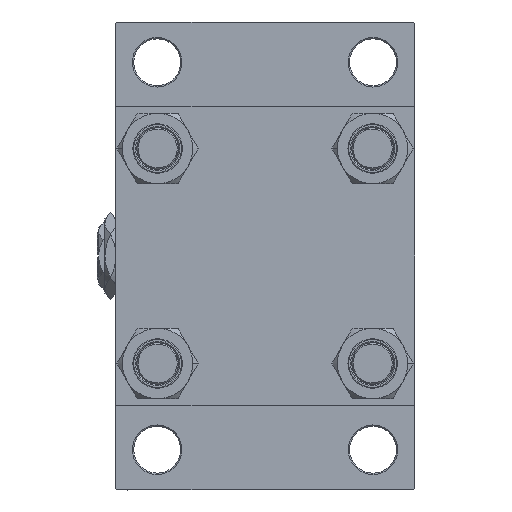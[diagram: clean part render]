
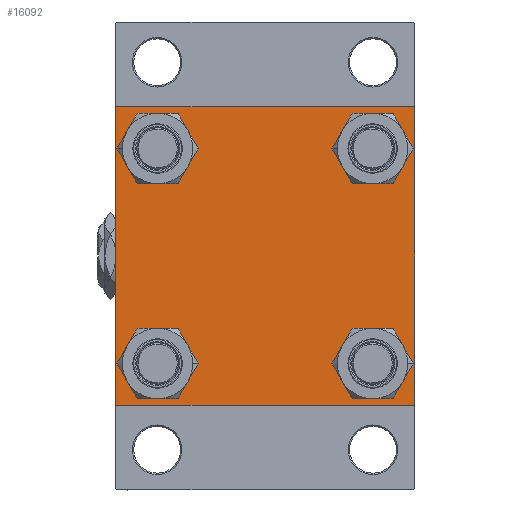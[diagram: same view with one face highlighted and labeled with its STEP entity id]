
A CAD part, left-side view. The second image highlights one B-rep face of the part: STEP entity #16092.
In plain terms, the highlighted planar face has unit normal (-1, 0, 0).
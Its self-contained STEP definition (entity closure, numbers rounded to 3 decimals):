
#198 = VECTOR ( 'NONE', #20768, 1000. ) ;
#308 = DIRECTION ( 'NONE',  ( 0., -0.707, 0.707 ) ) ;
#597 = CARTESIAN_POINT ( 'NONE',  ( 0., -41.35, 49.85 ) ) ;
#644 = VERTEX_POINT ( 'NONE', #39191 ) ;
#1397 = CARTESIAN_POINT ( 'NONE',  ( 0., 57.5, -57.5 ) ) ;
#1973 = CARTESIAN_POINT ( 'NONE',  ( 0., 57.25, 57.25 ) ) ;
#2174 = DIRECTION ( 'NONE',  ( 0., 0., -1. ) ) ;
#2251 = CARTESIAN_POINT ( 'NONE',  ( 0., 57.5, -57. ) ) ;
#2591 = ORIENTED_EDGE ( 'NONE', *, *, #12076, .T. ) ;
#2668 = CARTESIAN_POINT ( 'NONE',  ( 0., -41.35, 41.35 ) ) ;
#3299 = ORIENTED_EDGE ( 'NONE', *, *, #32866, .T. ) ;
#3551 = AXIS2_PLACEMENT_3D ( 'NONE', #2668, #49436, #17686 ) ;
#3583 = VERTEX_POINT ( 'NONE', #10950 ) ;
#4990 = DIRECTION ( 'NONE',  ( 0., 0., 1. ) ) ;
#5737 = EDGE_CURVE ( 'NONE', #41581, #49626, #47950, .T. ) ;
#5966 = AXIS2_PLACEMENT_3D ( 'NONE', #8564, #20508, #4990 ) ;
#6286 = CARTESIAN_POINT ( 'NONE',  ( 0., 41.35, 32.85 ) ) ;
#7114 = CIRCLE ( 'NONE', #16854, 8.5 ) ;
#7409 = CARTESIAN_POINT ( 'NONE',  ( 0., -57.25, -57.25 ) ) ;
#7585 = CIRCLE ( 'NONE', #5966, 8.5 ) ;
#7640 = EDGE_CURVE ( 'NONE', #37714, #24747, #31783, .T. ) ;
#8044 = DIRECTION ( 'NONE',  ( 0., 0., 1. ) ) ;
#8239 = VERTEX_POINT ( 'NONE', #47258 ) ;
#8365 = DIRECTION ( 'NONE',  ( 1., 0., 0. ) ) ;
#8564 = CARTESIAN_POINT ( 'NONE',  ( 0., 41.35, -41.35 ) ) ;
#8638 = EDGE_CURVE ( 'NONE', #644, #8239, #16696, .T. ) ;
#9086 = CARTESIAN_POINT ( 'NONE',  ( 0., 41.35, 49.85 ) ) ;
#9250 = DIRECTION ( 'NONE',  ( 0., 0., -1. ) ) ;
#9532 = CARTESIAN_POINT ( 'NONE',  ( 0., -57.5, 57. ) ) ;
#9754 = CARTESIAN_POINT ( 'NONE',  ( 0., 57., -57.5 ) ) ;
#10289 = CARTESIAN_POINT ( 'NONE',  ( 0., -41.35, -41.35 ) ) ;
#10776 = ORIENTED_EDGE ( 'NONE', *, *, #37649, .T. ) ;
#10950 = CARTESIAN_POINT ( 'NONE',  ( 0., 41.35, -32.85 ) ) ;
#11354 = AXIS2_PLACEMENT_3D ( 'NONE', #45637, #30127, #30381 ) ;
#11853 = ORIENTED_EDGE ( 'NONE', *, *, #30725, .T. ) ;
#11920 = CARTESIAN_POINT ( 'NONE',  ( 0., -41.35, 41.35 ) ) ;
#12076 = EDGE_CURVE ( 'NONE', #15118, #16569, #46046, .T. ) ;
#12441 = VERTEX_POINT ( 'NONE', #37497 ) ;
#12646 = FACE_OUTER_BOUND ( 'NONE', #49030, .T. ) ;
#12883 = PLANE ( 'NONE',  #27914 ) ;
#13072 = VECTOR ( 'NONE', #2174, 1000. ) ;
#13389 = FACE_BOUND ( 'NONE', #28355, .T. ) ;
#14881 = EDGE_CURVE ( 'NONE', #3583, #25723, #7585, .T. ) ;
#15118 = VERTEX_POINT ( 'NONE', #39239 ) ;
#15430 = CIRCLE ( 'NONE', #11354, 8.5 ) ;
#15746 = ORIENTED_EDGE ( 'NONE', *, *, #33338, .F. ) ;
#16092 = ADVANCED_FACE ( 'NONE', ( #21268, #32664, #39820, #13389, #12646 ), #12883, .T. ) ;
#16310 = ORIENTED_EDGE ( 'NONE', *, *, #22684, .T. ) ;
#16569 = VERTEX_POINT ( 'NONE', #17017 ) ;
#16639 = ORIENTED_EDGE ( 'NONE', *, *, #27498, .T. ) ;
#16696 = LINE ( 'NONE', #24553, #198 ) ;
#16854 = AXIS2_PLACEMENT_3D ( 'NONE', #38024, #38782, #8044 ) ;
#16950 = CARTESIAN_POINT ( 'NONE',  ( 0., 57.5, 57.5 ) ) ;
#17017 = CARTESIAN_POINT ( 'NONE',  ( 0., -57.5, -57. ) ) ;
#17234 = DIRECTION ( 'NONE',  ( 0., 0.707, -0.707 ) ) ;
#17686 = DIRECTION ( 'NONE',  ( 0., 0., 1. ) ) ;
#17901 = ORIENTED_EDGE ( 'NONE', *, *, #22943, .T. ) ;
#18120 = CARTESIAN_POINT ( 'NONE',  ( 0., 57.5, 57. ) ) ;
#18272 = EDGE_CURVE ( 'NONE', #38443, #15118, #32373, .T. ) ;
#18548 = VERTEX_POINT ( 'NONE', #597 ) ;
#19830 = LINE ( 'NONE', #45984, #26769 ) ;
#20387 = ORIENTED_EDGE ( 'NONE', *, *, #42239, .T. ) ;
#20508 = DIRECTION ( 'NONE',  ( 1., 0., 0. ) ) ;
#20768 = DIRECTION ( 'NONE',  ( 0., -1., 0. ) ) ;
#21135 = CARTESIAN_POINT ( 'NONE',  ( 0., 41.35, 41.35 ) ) ;
#21252 = AXIS2_PLACEMENT_3D ( 'NONE', #38600, #8365, #27671 ) ;
#21268 = FACE_BOUND ( 'NONE', #31169, .T. ) ;
#21326 = ORIENTED_EDGE ( 'NONE', *, *, #18272, .T. ) ;
#21418 = CIRCLE ( 'NONE', #3551, 8.5 ) ;
#22684 = EDGE_CURVE ( 'NONE', #40149, #18548, #28233, .T. ) ;
#22786 = AXIS2_PLACEMENT_3D ( 'NONE', #21135, #48061, #44486 ) ;
#22943 = EDGE_CURVE ( 'NONE', #42284, #12441, #7114, .T. ) ;
#23824 = CARTESIAN_POINT ( 'NONE',  ( 0., -41.35, -49.85 ) ) ;
#24553 = CARTESIAN_POINT ( 'NONE',  ( 0., 57.5, 57.5 ) ) ;
#24606 = LINE ( 'NONE', #1973, #38362 ) ;
#24747 = VERTEX_POINT ( 'NONE', #9086 ) ;
#25723 = VERTEX_POINT ( 'NONE', #47182 ) ;
#26107 = ORIENTED_EDGE ( 'NONE', *, *, #7640, .T. ) ;
#26230 = VECTOR ( 'NONE', #46947, 1000. ) ;
#26769 = VECTOR ( 'NONE', #42915, 1000. ) ;
#27418 = DIRECTION ( 'NONE',  ( 1., 0., 0. ) ) ;
#27498 = EDGE_CURVE ( 'NONE', #25723, #3583, #15430, .T. ) ;
#27671 = DIRECTION ( 'NONE',  ( 0., 0., 1. ) ) ;
#27914 = AXIS2_PLACEMENT_3D ( 'NONE', #47949, #28133, #28874 ) ;
#28133 = DIRECTION ( 'NONE',  ( -1., 0., 0. ) ) ;
#28233 = CIRCLE ( 'NONE', #48515, 8.5 ) ;
#28236 = EDGE_LOOP ( 'NONE', ( #28740, #17901 ) ) ;
#28355 = EDGE_LOOP ( 'NONE', ( #3299, #26107 ) ) ;
#28474 = VECTOR ( 'NONE', #9250, 1000. ) ;
#28740 = ORIENTED_EDGE ( 'NONE', *, *, #48559, .T. ) ;
#28874 = DIRECTION ( 'NONE',  ( 0., 0., 1. ) ) ;
#30127 = DIRECTION ( 'NONE',  ( 1., 0., 0. ) ) ;
#30381 = DIRECTION ( 'NONE',  ( 0., 0., 1. ) ) ;
#30650 = LINE ( 'NONE', #34983, #26230 ) ;
#30725 = EDGE_CURVE ( 'NONE', #37031, #8239, #19830, .T. ) ;
#30880 = CIRCLE ( 'NONE', #22786, 8.5 ) ;
#31169 = EDGE_LOOP ( 'NONE', ( #35344, #16310 ) ) ;
#31783 = CIRCLE ( 'NONE', #21252, 8.5 ) ;
#32373 = LINE ( 'NONE', #1397, #44230 ) ;
#32664 = FACE_BOUND ( 'NONE', #28236, .T. ) ;
#32866 = EDGE_CURVE ( 'NONE', #24747, #37714, #30880, .T. ) ;
#33144 = DIRECTION ( 'NONE',  ( 0., 0., 1. ) ) ;
#33338 = EDGE_CURVE ( 'NONE', #37031, #16569, #39500, .T. ) ;
#34983 = CARTESIAN_POINT ( 'NONE',  ( 0., 57.25, -57.25 ) ) ;
#35067 = ORIENTED_EDGE ( 'NONE', *, *, #5737, .T. ) ;
#35077 = AXIS2_PLACEMENT_3D ( 'NONE', #10289, #48921, #33144 ) ;
#35198 = ORIENTED_EDGE ( 'NONE', *, *, #14881, .T. ) ;
#35344 = ORIENTED_EDGE ( 'NONE', *, *, #42450, .T. ) ;
#37031 = VERTEX_POINT ( 'NONE', #9532 ) ;
#37497 = CARTESIAN_POINT ( 'NONE',  ( 0., -41.35, -32.85 ) ) ;
#37649 = EDGE_CURVE ( 'NONE', #644, #41581, #24606, .T. ) ;
#37714 = VERTEX_POINT ( 'NONE', #6286 ) ;
#38024 = CARTESIAN_POINT ( 'NONE',  ( 0., -41.35, -41.35 ) ) ;
#38362 = VECTOR ( 'NONE', #17234, 1000. ) ;
#38443 = VERTEX_POINT ( 'NONE', #9754 ) ;
#38600 = CARTESIAN_POINT ( 'NONE',  ( 0., 41.35, 41.35 ) ) ;
#38782 = DIRECTION ( 'NONE',  ( 1., 0., 0. ) ) ;
#39191 = CARTESIAN_POINT ( 'NONE',  ( 0., 57., 57.5 ) ) ;
#39239 = CARTESIAN_POINT ( 'NONE',  ( 0., -57., -57.5 ) ) ;
#39500 = LINE ( 'NONE', #47879, #28474 ) ;
#39820 = FACE_BOUND ( 'NONE', #41489, .T. ) ;
#40072 = VECTOR ( 'NONE', #308, 1000. ) ;
#40149 = VERTEX_POINT ( 'NONE', #49719 ) ;
#41489 = EDGE_LOOP ( 'NONE', ( #35198, #16639 ) ) ;
#41581 = VERTEX_POINT ( 'NONE', #18120 ) ;
#42239 = EDGE_CURVE ( 'NONE', #49626, #38443, #30650, .T. ) ;
#42284 = VERTEX_POINT ( 'NONE', #23824 ) ;
#42450 = EDGE_CURVE ( 'NONE', #18548, #40149, #21418, .T. ) ;
#42915 = DIRECTION ( 'NONE',  ( 0., 0.707, 0.707 ) ) ;
#43204 = CIRCLE ( 'NONE', #35077, 8.5 ) ;
#44230 = VECTOR ( 'NONE', #47907, 1000. ) ;
#44486 = DIRECTION ( 'NONE',  ( 0., 0., 1. ) ) ;
#45637 = CARTESIAN_POINT ( 'NONE',  ( 0., 41.35, -41.35 ) ) ;
#45974 = DIRECTION ( 'NONE',  ( 0., 0., 1. ) ) ;
#45984 = CARTESIAN_POINT ( 'NONE',  ( 0., -57.25, 57.25 ) ) ;
#46046 = LINE ( 'NONE', #7409, #40072 ) ;
#46947 = DIRECTION ( 'NONE',  ( 0., -0.707, -0.707 ) ) ;
#47182 = CARTESIAN_POINT ( 'NONE',  ( 0., 41.35, -49.85 ) ) ;
#47258 = CARTESIAN_POINT ( 'NONE',  ( 0., -57., 57.5 ) ) ;
#47879 = CARTESIAN_POINT ( 'NONE',  ( 0., -57.5, 57.5 ) ) ;
#47907 = DIRECTION ( 'NONE',  ( 0., -1., 0. ) ) ;
#47949 = CARTESIAN_POINT ( 'NONE',  ( 0., 0., 0. ) ) ;
#47950 = LINE ( 'NONE', #16950, #13072 ) ;
#48061 = DIRECTION ( 'NONE',  ( 1., 0., 0. ) ) ;
#48347 = ORIENTED_EDGE ( 'NONE', *, *, #8638, .F. ) ;
#48515 = AXIS2_PLACEMENT_3D ( 'NONE', #11920, #27418, #45974 ) ;
#48559 = EDGE_CURVE ( 'NONE', #12441, #42284, #43204, .T. ) ;
#48921 = DIRECTION ( 'NONE',  ( 1., 0., 0. ) ) ;
#49030 = EDGE_LOOP ( 'NONE', ( #35067, #20387, #21326, #2591, #15746, #11853, #48347, #10776 ) ) ;
#49436 = DIRECTION ( 'NONE',  ( 1., 0., 0. ) ) ;
#49626 = VERTEX_POINT ( 'NONE', #2251 ) ;
#49719 = CARTESIAN_POINT ( 'NONE',  ( 0., -41.35, 32.85 ) ) ;
